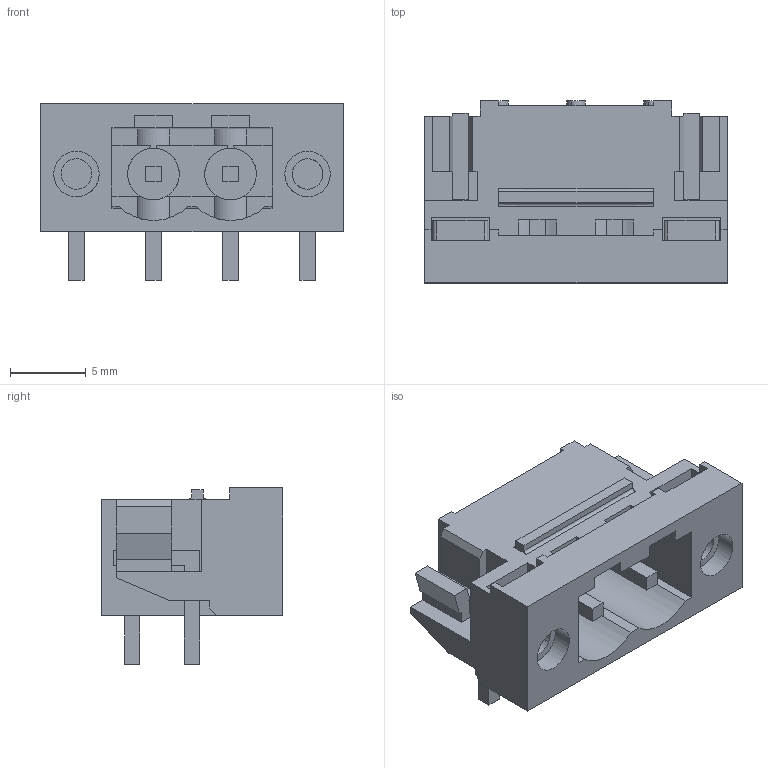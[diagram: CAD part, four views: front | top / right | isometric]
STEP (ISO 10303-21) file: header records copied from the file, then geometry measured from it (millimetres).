
FILE_DESCRIPTION(('CATIA V5R22 STEP214','CAx-IF Rec.Pracs.--- Model Styling and Organization---1.4--- 2014-01-23'),'2;1');
FILE_NAME ('D1456053_1_1780410000_1780410000.stp','2023-05-11T06:54:03+00:00',('none'),('Weidmueller'),'CATIA Version 5-6 Release 2016 SP3 HF44','CATIA V5 STEP AP214','none');
FILE_SCHEMA(('AUTOMOTIVE_DESIGN { 1 0 10303 214 1 1 1 1 }'));
Length unit declared in the file: millimetre
Products named in the file (1): 1780410000
Bounding box: 19.96 x 12 x 11.63 mm (x, y, z)
Volume: 968.7 mm3; surface area: 2001.6 mm2
Topology: 7 solids, 7 shells, 272 faces, 774 edges, 510 vertices
Faces by surface type: plane 213, cylinder 45, cone 8, extrusion 6
Entity records: 8694 total; most frequent: CARTESIAN_POINT 1877, ORIENTED_EDGE 1548, DIRECTION 1144, EDGE_CURVE 774, VECTOR 626, LINE 620, VERTEX_POINT 510, AXIS2_PLACEMENT_3D 311
